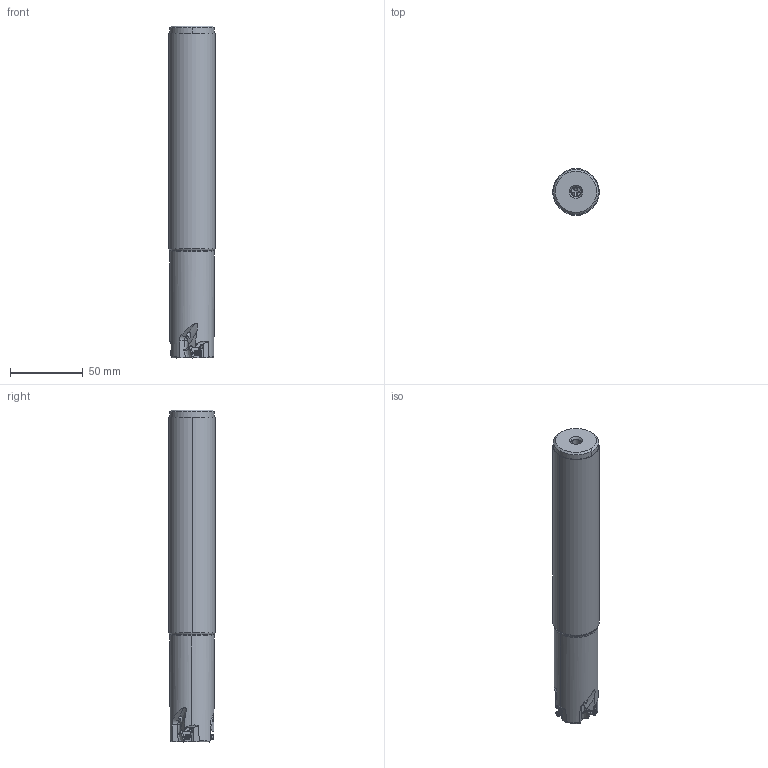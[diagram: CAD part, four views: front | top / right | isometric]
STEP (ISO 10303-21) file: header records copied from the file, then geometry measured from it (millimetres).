
FILE_DESCRIPTION(/* description */ (''),/* implementation_level */ '2;1');
FILE_NAME(/* name */ 'VPX200UR2003SA20L.stp',/* time_stamp */ '2021-09-08T11:38:32+09:00',/* author */ (''),/* organization */ (''),/* preprocessor_version */ 'ST-DEVELOPER v16',/* originating_system */ 'SIEMENS PLM Software NX 10.0',/* authorisation */ '');
FILE_SCHEMA (('AUTOMOTIVE_DESIGN { 1 0 10303 214 3 1 1 1 }'));
Length unit declared in the file: millimetre
Products named in the file (1): VPX200UR2003SA20L_ASM
Bounding box: 31.75 x 31.75 x 227.4 mm (x, y, z)
Volume: 163923.7 mm3; surface area: 29028.2 mm2
Topology: 4 solids, 4 shells, 331 faces, 893 edges, 567 vertices
Faces by surface type: cylinder 142, plane 82, cone 50, torus 24, bspline 15, extrusion 12, sphere 6
Entity records: 14831 total; most frequent: CARTESIAN_POINT 6669, ORIENTED_EDGE 1742, DIRECTION 1620, EDGE_CURVE 871, AXIS2_PLACEMENT_3D 645, VERTEX_POINT 561, EDGE_LOOP 350, ADVANCED_FACE 331
